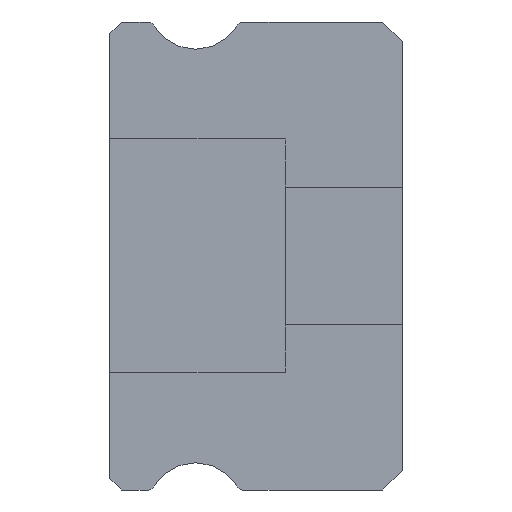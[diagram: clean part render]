
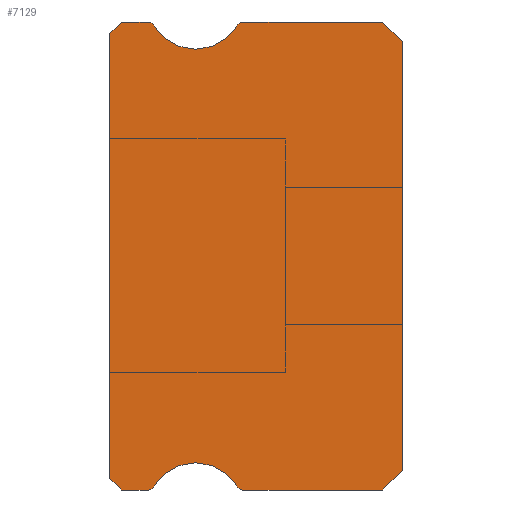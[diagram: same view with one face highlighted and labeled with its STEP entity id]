
A CAD part, left-side view. The second image highlights one B-rep face of the part: STEP entity #7129.
In plain terms, the highlighted planar face has unit normal (-1, 0, 0).
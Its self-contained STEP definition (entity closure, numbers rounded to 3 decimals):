
#9 = VECTOR ( 'NONE', #65, 1000. ) ;
#40 = DIRECTION ( 'NONE',  ( 1., 0., 0. ) ) ;
#61 = DIRECTION ( 'NONE',  ( 0., 1., 0. ) ) ;
#65 = DIRECTION ( 'NONE',  ( 0., 0., 1. ) ) ;
#170 = AXIS2_PLACEMENT_3D ( 'NONE', #7131, #4594, #4501 ) ;
#205 = EDGE_CURVE ( 'NONE', #1097, #6711, #3503, .T. ) ;
#237 = CARTESIAN_POINT ( 'NONE',  ( -5., 0.5, -6. ) ) ;
#267 = PLANE ( 'NONE',  #6336 ) ;
#317 = VERTEX_POINT ( 'NONE', #6387 ) ;
#396 = EDGE_LOOP ( 'NONE', ( #811, #2328, #1151, #7046, #7153, #7958, #2149, #7217, #858, #4739, #4348, #4595, #470, #5913, #3782, #7748, #1654 ) ) ;
#470 = ORIENTED_EDGE ( 'NONE', *, *, #5702, .F. ) ;
#580 = CARTESIAN_POINT ( 'NONE',  ( -5., 7.5, 5.85 ) ) ;
#636 = CIRCLE ( 'NONE', #5593, 0.15 ) ;
#811 = ORIENTED_EDGE ( 'NONE', *, *, #1033, .T. ) ;
#858 = ORIENTED_EDGE ( 'NONE', *, *, #1056, .F. ) ;
#968 = VECTOR ( 'NONE', #2323, 1000. ) ;
#975 = AXIS2_PLACEMENT_3D ( 'NONE', #1534, #1047, #6841 ) ;
#1005 = LINE ( 'NONE', #8250, #7609 ) ;
#1010 = CARTESIAN_POINT ( 'NONE',  ( -5., 5.3, 6.55 ) ) ;
#1033 = EDGE_CURVE ( 'NONE', #5346, #7697, #2827, .T. ) ;
#1047 = DIRECTION ( 'NONE',  ( -1., 0., 0. ) ) ;
#1056 = EDGE_CURVE ( 'NONE', #317, #5408, #3678, .T. ) ;
#1082 = VECTOR ( 'NONE', #61, 1000. ) ;
#1091 = DIRECTION ( 'NONE',  ( -1., 0., 0. ) ) ;
#1097 = VERTEX_POINT ( 'NONE', #6837 ) ;
#1127 = EDGE_CURVE ( 'NONE', #6711, #1971, #2304, .T. ) ;
#1140 = EDGE_CURVE ( 'NONE', #2011, #5154, #8174, .T. ) ;
#1151 = ORIENTED_EDGE ( 'NONE', *, *, #7620, .T. ) ;
#1529 = CARTESIAN_POINT ( 'NONE',  ( -5., 0., -5.5 ) ) ;
#1534 = CARTESIAN_POINT ( 'NONE',  ( -5., 5.3, -6.55 ) ) ;
#1654 = ORIENTED_EDGE ( 'NONE', *, *, #6932, .T. ) ;
#1729 = EDGE_CURVE ( 'NONE', #4254, #6594, #3051, .T. ) ;
#1902 = CARTESIAN_POINT ( 'NONE',  ( -5., 4.217, -5.925 ) ) ;
#1941 = CARTESIAN_POINT ( 'NONE',  ( -5., 7.5, 5.7 ) ) ;
#1971 = VERTEX_POINT ( 'NONE', #4372 ) ;
#2011 = VERTEX_POINT ( 'NONE', #5273 ) ;
#2077 = CIRCLE ( 'NONE', #3318, 1.25 ) ;
#2149 = ORIENTED_EDGE ( 'NONE', *, *, #3400, .F. ) ;
#2267 = CARTESIAN_POINT ( 'NONE',  ( -5., 6.512, -6. ) ) ;
#2304 = LINE ( 'NONE', #4936, #2917 ) ;
#2323 = DIRECTION ( 'NONE',  ( 0., 1., 0. ) ) ;
#2328 = ORIENTED_EDGE ( 'NONE', *, *, #4734, .F. ) ;
#2344 = DIRECTION ( 'NONE',  ( 0., 0., 1. ) ) ;
#2363 = VECTOR ( 'NONE', #3595, 1000. ) ;
#2383 = AXIS2_PLACEMENT_3D ( 'NONE', #5946, #40, #5293 ) ;
#2398 = EDGE_CURVE ( 'NONE', #6594, #5154, #3907, .T. ) ;
#2644 = VECTOR ( 'NONE', #7607, 1000. ) ;
#2650 = CARTESIAN_POINT ( 'NONE',  ( -5., 7.2, 6. ) ) ;
#2702 = CIRCLE ( 'NONE', #6557, 0.15 ) ;
#2705 = EDGE_CURVE ( 'NONE', #7926, #3949, #5557, .T. ) ;
#2806 = LINE ( 'NONE', #5562, #8104 ) ;
#2827 = LINE ( 'NONE', #4898, #5665 ) ;
#2909 = CARTESIAN_POINT ( 'NONE',  ( -5., 4.088, -6. ) ) ;
#2917 = VECTOR ( 'NONE', #4284, 1000. ) ;
#2935 = DIRECTION ( 'NONE',  ( 0., -0.707, -0.707 ) ) ;
#3010 = LINE ( 'NONE', #5727, #968 ) ;
#3051 = CIRCLE ( 'NONE', #975, 1.25 ) ;
#3070 = DIRECTION ( 'NONE',  ( 1., 0., 0. ) ) ;
#3318 = AXIS2_PLACEMENT_3D ( 'NONE', #1010, #1091, #3645 ) ;
#3400 = EDGE_CURVE ( 'NONE', #5392, #4254, #2702, .T. ) ;
#3419 = LINE ( 'NONE', #2650, #1082 ) ;
#3466 = CARTESIAN_POINT ( 'NONE',  ( -5., 4.088, -5.85 ) ) ;
#3503 = LINE ( 'NONE', #5481, #7290 ) ;
#3557 = CARTESIAN_POINT ( 'NONE',  ( -5., 0.5, 6. ) ) ;
#3595 = DIRECTION ( 'NONE',  ( 0., 0.707, -0.707 ) ) ;
#3645 = DIRECTION ( 'NONE',  ( 0., 0., -1. ) ) ;
#3678 = LINE ( 'NONE', #1529, #2363 ) ;
#3718 = EDGE_CURVE ( 'NONE', #5575, #7561, #636, .T. ) ;
#3782 = ORIENTED_EDGE ( 'NONE', *, *, #4577, .F. ) ;
#3906 = LINE ( 'NONE', #580, #9 ) ;
#3907 = CIRCLE ( 'NONE', #2383, 0.15 ) ;
#3949 = VERTEX_POINT ( 'NONE', #7379 ) ;
#4254 = VERTEX_POINT ( 'NONE', #1902 ) ;
#4284 = DIRECTION ( 'NONE',  ( 0., -0.707, -0.707 ) ) ;
#4348 = ORIENTED_EDGE ( 'NONE', *, *, #1127, .F. ) ;
#4362 = CARTESIAN_POINT ( 'NONE',  ( -5., 6.512, 5.85 ) ) ;
#4372 = CARTESIAN_POINT ( 'NONE',  ( -5., 0., 5.5 ) ) ;
#4501 = DIRECTION ( 'NONE',  ( 0., 0., -1. ) ) ;
#4577 = EDGE_CURVE ( 'NONE', #7561, #7926, #2077, .T. ) ;
#4594 = DIRECTION ( 'NONE',  ( 1., 0., 0. ) ) ;
#4595 = ORIENTED_EDGE ( 'NONE', *, *, #205, .F. ) ;
#4734 = EDGE_CURVE ( 'NONE', #5895, #7697, #3906, .T. ) ;
#4739 = ORIENTED_EDGE ( 'NONE', *, *, #5662, .T. ) ;
#4796 = CARTESIAN_POINT ( 'NONE',  ( -5., 6.383, 5.925 ) ) ;
#4851 = FACE_OUTER_BOUND ( 'NONE', #396, .T. ) ;
#4859 = DIRECTION ( 'NONE',  ( 0., 0.707, -0.707 ) ) ;
#4898 = CARTESIAN_POINT ( 'NONE',  ( -5., 7.5, 5.7 ) ) ;
#4936 = CARTESIAN_POINT ( 'NONE',  ( -5., 0.5, 6. ) ) ;
#5154 = VERTEX_POINT ( 'NONE', #6733 ) ;
#5273 = CARTESIAN_POINT ( 'NONE',  ( -5., 7.2, -6. ) ) ;
#5293 = DIRECTION ( 'NONE',  ( 0., 0., -1. ) ) ;
#5346 = VERTEX_POINT ( 'NONE', #7786 ) ;
#5392 = VERTEX_POINT ( 'NONE', #2909 ) ;
#5408 = VERTEX_POINT ( 'NONE', #237 ) ;
#5446 = DIRECTION ( 'NONE',  ( 1., 0., 0. ) ) ;
#5481 = CARTESIAN_POINT ( 'NONE',  ( -5., 6.512, 6. ) ) ;
#5557 = CIRCLE ( 'NONE', #6943, 1.25 ) ;
#5562 = CARTESIAN_POINT ( 'NONE',  ( -5., 7.2, -6. ) ) ;
#5575 = VERTEX_POINT ( 'NONE', #6923 ) ;
#5593 = AXIS2_PLACEMENT_3D ( 'NONE', #4362, #3070, #5610 ) ;
#5610 = DIRECTION ( 'NONE',  ( 0., 0., -1. ) ) ;
#5662 = EDGE_CURVE ( 'NONE', #317, #1971, #1005, .T. ) ;
#5665 = VECTOR ( 'NONE', #4859, 1000. ) ;
#5702 = EDGE_CURVE ( 'NONE', #3949, #1097, #8435, .T. ) ;
#5727 = CARTESIAN_POINT ( 'NONE',  ( -5., 6.512, -6. ) ) ;
#5895 = VERTEX_POINT ( 'NONE', #7346 ) ;
#5913 = ORIENTED_EDGE ( 'NONE', *, *, #2705, .F. ) ;
#5946 = CARTESIAN_POINT ( 'NONE',  ( -5., 6.512, -5.85 ) ) ;
#6336 = AXIS2_PLACEMENT_3D ( 'NONE', #6792, #8036, #8079 ) ;
#6349 = EDGE_CURVE ( 'NONE', #5408, #5392, #3010, .T. ) ;
#6387 = CARTESIAN_POINT ( 'NONE',  ( -5., 0., -5.5 ) ) ;
#6557 = AXIS2_PLACEMENT_3D ( 'NONE', #3466, #5446, #7432 ) ;
#6594 = VERTEX_POINT ( 'NONE', #7364 ) ;
#6711 = VERTEX_POINT ( 'NONE', #3557 ) ;
#6733 = CARTESIAN_POINT ( 'NONE',  ( -5., 6.512, -6. ) ) ;
#6792 = CARTESIAN_POINT ( 'NONE',  ( -5., 6.512, 5.85 ) ) ;
#6812 = CARTESIAN_POINT ( 'NONE',  ( -5., 5.3, 5.3 ) ) ;
#6837 = CARTESIAN_POINT ( 'NONE',  ( -5., 4.088, 6. ) ) ;
#6841 = DIRECTION ( 'NONE',  ( 0., 0., -1. ) ) ;
#6893 = DIRECTION ( 'NONE',  ( -1., 0., 0. ) ) ;
#6923 = CARTESIAN_POINT ( 'NONE',  ( -5., 6.512, 6. ) ) ;
#6932 = EDGE_CURVE ( 'NONE', #5575, #5346, #3419, .T. ) ;
#6943 = AXIS2_PLACEMENT_3D ( 'NONE', #8145, #6893, #7498 ) ;
#7046 = ORIENTED_EDGE ( 'NONE', *, *, #1140, .T. ) ;
#7129 = ADVANCED_FACE ( 'NONE', ( #4851 ), #267, .F. ) ;
#7131 = CARTESIAN_POINT ( 'NONE',  ( -5., 4.088, 5.85 ) ) ;
#7153 = ORIENTED_EDGE ( 'NONE', *, *, #2398, .F. ) ;
#7217 = ORIENTED_EDGE ( 'NONE', *, *, #6349, .F. ) ;
#7290 = VECTOR ( 'NONE', #7425, 1000. ) ;
#7346 = CARTESIAN_POINT ( 'NONE',  ( -5., 7.5, -5.7 ) ) ;
#7364 = CARTESIAN_POINT ( 'NONE',  ( -5., 6.383, -5.925 ) ) ;
#7379 = CARTESIAN_POINT ( 'NONE',  ( -5., 4.217, 5.925 ) ) ;
#7425 = DIRECTION ( 'NONE',  ( 0., -1., 0. ) ) ;
#7432 = DIRECTION ( 'NONE',  ( 0., 0., -1. ) ) ;
#7498 = DIRECTION ( 'NONE',  ( 0., 0., -1. ) ) ;
#7561 = VERTEX_POINT ( 'NONE', #4796 ) ;
#7607 = DIRECTION ( 'NONE',  ( 0., -1., 0. ) ) ;
#7609 = VECTOR ( 'NONE', #2344, 1000. ) ;
#7620 = EDGE_CURVE ( 'NONE', #5895, #2011, #2806, .T. ) ;
#7697 = VERTEX_POINT ( 'NONE', #1941 ) ;
#7748 = ORIENTED_EDGE ( 'NONE', *, *, #3718, .F. ) ;
#7786 = CARTESIAN_POINT ( 'NONE',  ( -5., 7.2, 6. ) ) ;
#7926 = VERTEX_POINT ( 'NONE', #6812 ) ;
#7958 = ORIENTED_EDGE ( 'NONE', *, *, #1729, .F. ) ;
#8036 = DIRECTION ( 'NONE',  ( 1., 0., 0. ) ) ;
#8079 = DIRECTION ( 'NONE',  ( 0., 0., -1. ) ) ;
#8104 = VECTOR ( 'NONE', #2935, 1000. ) ;
#8145 = CARTESIAN_POINT ( 'NONE',  ( -5., 5.3, 6.55 ) ) ;
#8174 = LINE ( 'NONE', #2267, #2644 ) ;
#8250 = CARTESIAN_POINT ( 'NONE',  ( -5., 0., 5.5 ) ) ;
#8435 = CIRCLE ( 'NONE', #170, 0.15 ) ;
